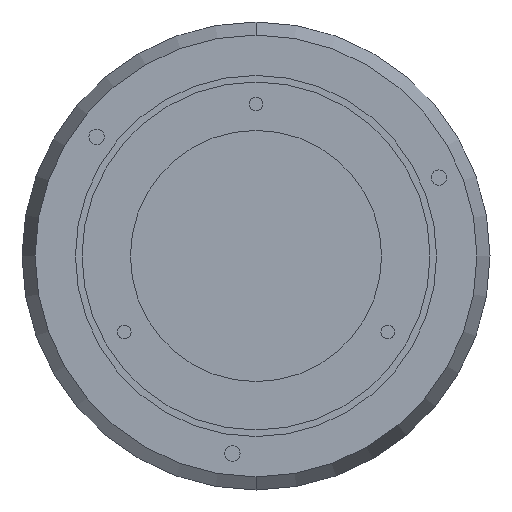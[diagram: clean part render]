
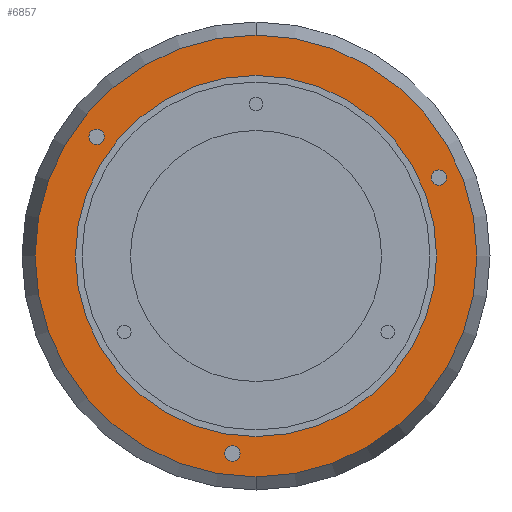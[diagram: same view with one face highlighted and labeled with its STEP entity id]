
A CAD part, front view. The second image highlights one B-rep face of the part: STEP entity #6857.
In plain terms, the highlighted planar face has unit normal (0, -1, 0).
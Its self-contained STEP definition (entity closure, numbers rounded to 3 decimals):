
#4 = DIRECTION ( 'NONE',  ( 0., 0., 1. ) ) ;
#110 = ORIENTED_EDGE ( 'NONE', *, *, #4056, .F. ) ;
#142 = VERTEX_POINT ( 'NONE', #5752 ) ;
#187 = CARTESIAN_POINT ( 'NONE',  ( -13.118, 0., -105.488 ) ) ;
#235 = VERTEX_POINT ( 'NONE', #5872 ) ;
#237 = DIRECTION ( 'NONE',  ( 0., -1., 0. ) ) ;
#349 = EDGE_CURVE ( 'NONE', #142, #2534, #952, .T. ) ;
#358 = DIRECTION ( 'NONE',  ( 0., 0., 1. ) ) ;
#455 = DIRECTION ( 'NONE',  ( 0., 0., -1. ) ) ;
#571 = DIRECTION ( 'NONE',  ( 0., 0., -1. ) ) ;
#604 = AXIS2_PLACEMENT_3D ( 'NONE', #7113, #3745, #358 ) ;
#741 = VERTEX_POINT ( 'NONE', #5008 ) ;
#768 = DIRECTION ( 'NONE',  ( 0., 1., 0. ) ) ;
#920 = AXIS2_PLACEMENT_3D ( 'NONE', #2368, #6296, #2930 ) ;
#935 = CARTESIAN_POINT ( 'NONE',  ( 0., 0., -100.318 ) ) ;
#952 = CIRCLE ( 'NONE', #3173, 4.292 ) ;
#1000 = FACE_BOUND ( 'NONE', #1202, .T. ) ;
#1031 = VERTEX_POINT ( 'NONE', #4495 ) ;
#1126 = CIRCLE ( 'NONE', #920, 4.292 ) ;
#1134 = EDGE_CURVE ( 'NONE', #741, #3670, #1331, .T. ) ;
#1149 = CARTESIAN_POINT ( 'NONE',  ( 101.631, 0., 43.529 ) ) ;
#1202 = EDGE_LOOP ( 'NONE', ( #7206, #110 ) ) ;
#1331 = CIRCLE ( 'NONE', #2532, 122.72 ) ;
#1479 = CIRCLE ( 'NONE', #3085, 100.318 ) ;
#1575 = DIRECTION ( 'NONE',  ( 0., -1., 0. ) ) ;
#1686 = PLANE ( 'NONE',  #4737 ) ;
#1713 = DIRECTION ( 'NONE',  ( 0., 0., -1. ) ) ;
#1811 = EDGE_CURVE ( 'NONE', #2534, #142, #3329, .T. ) ;
#1852 = AXIS2_PLACEMENT_3D ( 'NONE', #1149, #5113, #1713 ) ;
#2098 = EDGE_CURVE ( 'NONE', #2428, #235, #1126, .T. ) ;
#2253 = CARTESIAN_POINT ( 'NONE',  ( 0., 0., 0. ) ) ;
#2280 = CIRCLE ( 'NONE', #1852, 4.292 ) ;
#2368 = CARTESIAN_POINT ( 'NONE',  ( 101.631, 0., 43.529 ) ) ;
#2428 = VERTEX_POINT ( 'NONE', #6291 ) ;
#2513 = ORIENTED_EDGE ( 'NONE', *, *, #4869, .F. ) ;
#2522 = FACE_BOUND ( 'NONE', #4149, .T. ) ;
#2532 = AXIS2_PLACEMENT_3D ( 'NONE', #4159, #768, #4724 ) ;
#2534 = VERTEX_POINT ( 'NONE', #187 ) ;
#2564 = EDGE_LOOP ( 'NONE', ( #3557, #4543 ) ) ;
#2582 = EDGE_CURVE ( 'NONE', #2843, #4343, #6662, .T. ) ;
#2843 = VERTEX_POINT ( 'NONE', #7251 ) ;
#2915 = CARTESIAN_POINT ( 'NONE',  ( 0., 0., -122.72 ) ) ;
#2930 = DIRECTION ( 'NONE',  ( 0., 0., -1. ) ) ;
#2964 = DIRECTION ( 'NONE',  ( 0., -1., 0. ) ) ;
#3085 = AXIS2_PLACEMENT_3D ( 'NONE', #7310, #3959, #571 ) ;
#3173 = AXIS2_PLACEMENT_3D ( 'NONE', #6334, #2964, #6898 ) ;
#3325 = DIRECTION ( 'NONE',  ( 0., -1., 0. ) ) ;
#3329 = CIRCLE ( 'NONE', #6877, 4.292 ) ;
#3388 = DIRECTION ( 'NONE',  ( 0., 1., 0. ) ) ;
#3483 = EDGE_CURVE ( 'NONE', #4343, #2843, #5900, .T. ) ;
#3557 = ORIENTED_EDGE ( 'NONE', *, *, #349, .F. ) ;
#3632 = CARTESIAN_POINT ( 'NONE',  ( -88.513, 0., 66.251 ) ) ;
#3670 = VERTEX_POINT ( 'NONE', #2915 ) ;
#3745 = DIRECTION ( 'NONE',  ( 0., 1., 0. ) ) ;
#3837 = DIRECTION ( 'NONE',  ( 0., -1., 0. ) ) ;
#3959 = DIRECTION ( 'NONE',  ( 0., -1., 0. ) ) ;
#4056 = EDGE_CURVE ( 'NONE', #235, #2428, #2280, .T. ) ;
#4149 = EDGE_LOOP ( 'NONE', ( #5421, #6567 ) ) ;
#4159 = CARTESIAN_POINT ( 'NONE',  ( 0., 0., 0. ) ) ;
#4191 = DIRECTION ( 'NONE',  ( 0., 0., -1. ) ) ;
#4239 = CARTESIAN_POINT ( 'NONE',  ( -88.513, 0., 61.959 ) ) ;
#4343 = VERTEX_POINT ( 'NONE', #4239 ) ;
#4362 = ORIENTED_EDGE ( 'NONE', *, *, #4601, .F. ) ;
#4464 = VERTEX_POINT ( 'NONE', #935 ) ;
#4482 = ORIENTED_EDGE ( 'NONE', *, *, #1134, .F. ) ;
#4495 = CARTESIAN_POINT ( 'NONE',  ( 0., 0., 100.318 ) ) ;
#4543 = ORIENTED_EDGE ( 'NONE', *, *, #1811, .F. ) ;
#4601 = EDGE_CURVE ( 'NONE', #1031, #4464, #1479, .T. ) ;
#4724 = DIRECTION ( 'NONE',  ( 0., 0., 1. ) ) ;
#4737 = AXIS2_PLACEMENT_3D ( 'NONE', #2253, #3388, #4 ) ;
#4869 = EDGE_CURVE ( 'NONE', #4464, #1031, #5111, .T. ) ;
#4968 = CARTESIAN_POINT ( 'NONE',  ( -13.118, 0., -109.78 ) ) ;
#4998 = EDGE_LOOP ( 'NONE', ( #2513, #4362 ) ) ;
#5008 = CARTESIAN_POINT ( 'NONE',  ( 0., 0., 122.72 ) ) ;
#5111 = CIRCLE ( 'NONE', #6973, 100.318 ) ;
#5113 = DIRECTION ( 'NONE',  ( 0., -1., 0. ) ) ;
#5350 = FACE_OUTER_BOUND ( 'NONE', #6647, .T. ) ;
#5421 = ORIENTED_EDGE ( 'NONE', *, *, #3483, .F. ) ;
#5524 = DIRECTION ( 'NONE',  ( 0., 0., -1. ) ) ;
#5752 = CARTESIAN_POINT ( 'NONE',  ( -13.118, 0., -114.071 ) ) ;
#5872 = CARTESIAN_POINT ( 'NONE',  ( 101.631, 0., 47.821 ) ) ;
#5878 = CIRCLE ( 'NONE', #604, 122.72 ) ;
#5900 = CIRCLE ( 'NONE', #6787, 4.292 ) ;
#5923 = EDGE_CURVE ( 'NONE', #3670, #741, #5878, .T. ) ;
#5970 = ORIENTED_EDGE ( 'NONE', *, *, #5923, .F. ) ;
#6291 = CARTESIAN_POINT ( 'NONE',  ( 101.631, 0., 39.238 ) ) ;
#6296 = DIRECTION ( 'NONE',  ( 0., -1., 0. ) ) ;
#6334 = CARTESIAN_POINT ( 'NONE',  ( -13.118, 0., -109.78 ) ) ;
#6567 = ORIENTED_EDGE ( 'NONE', *, *, #2582, .F. ) ;
#6647 = EDGE_LOOP ( 'NONE', ( #4482, #5970 ) ) ;
#6662 = CIRCLE ( 'NONE', #7194, 4.292 ) ;
#6691 = CARTESIAN_POINT ( 'NONE',  ( -88.513, 0., 66.251 ) ) ;
#6787 = AXIS2_PLACEMENT_3D ( 'NONE', #6691, #3325, #7247 ) ;
#6829 = FACE_BOUND ( 'NONE', #4998, .T. ) ;
#6857 = ADVANCED_FACE ( 'NONE', ( #7170, #1000, #2522, #6829, #5350 ), #1686, .F. ) ;
#6877 = AXIS2_PLACEMENT_3D ( 'NONE', #4968, #1575, #5524 ) ;
#6898 = DIRECTION ( 'NONE',  ( 0., 0., -1. ) ) ;
#6973 = AXIS2_PLACEMENT_3D ( 'NONE', #7197, #3837, #455 ) ;
#7113 = CARTESIAN_POINT ( 'NONE',  ( 0., 0., 0. ) ) ;
#7170 = FACE_BOUND ( 'NONE', #2564, .T. ) ;
#7194 = AXIS2_PLACEMENT_3D ( 'NONE', #3632, #237, #4191 ) ;
#7197 = CARTESIAN_POINT ( 'NONE',  ( 0., 0., 0. ) ) ;
#7206 = ORIENTED_EDGE ( 'NONE', *, *, #2098, .F. ) ;
#7247 = DIRECTION ( 'NONE',  ( 0., 0., -1. ) ) ;
#7251 = CARTESIAN_POINT ( 'NONE',  ( -88.513, 0., 70.542 ) ) ;
#7310 = CARTESIAN_POINT ( 'NONE',  ( 0., 0., 0. ) ) ;
